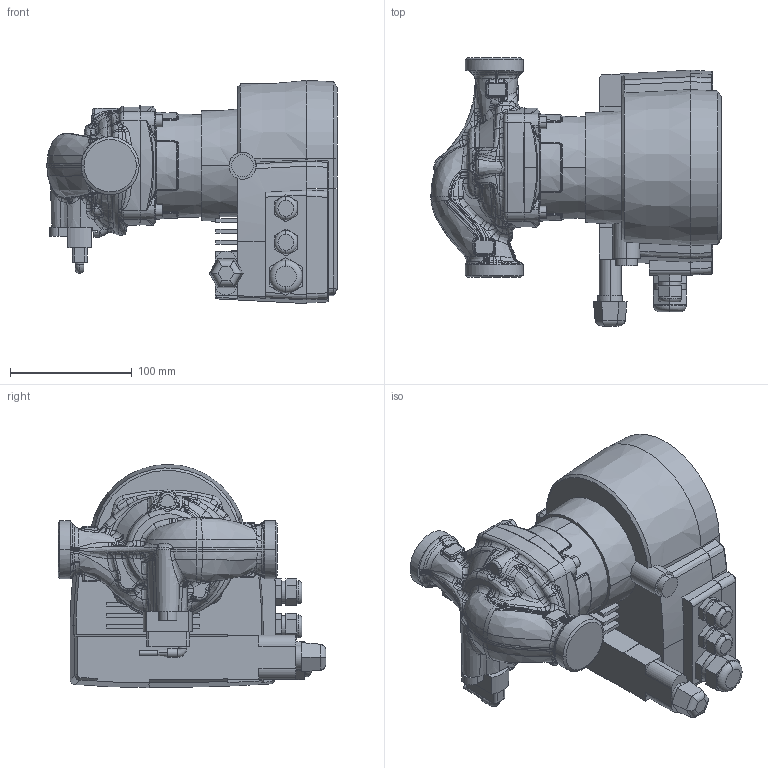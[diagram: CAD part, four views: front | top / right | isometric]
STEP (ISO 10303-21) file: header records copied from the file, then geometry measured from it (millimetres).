
FILE_DESCRIPTION (( 'STEP AP214' ), '1' );
FILE_NAME ('ModulA 25-x 180 961788_00.STEP', '2014-11-03T11:07:30', ( '' ), ( '' ), 'SwSTEP 2.0', 'SolidWorks 2011', '' );
FILE_SCHEMA (( 'AUTOMOTIVE_DESIGN' ));
Length unit declared in the file: millimetre
Products named in the file (1): ModulA 25-x 180 961788_00
Bounding box: 238.06 x 219.82 x 183.11 mm (x, y, z)
Volume: 3273794.2 mm3; surface area: 283229.4 mm2
Topology: 6 solids, 10 shells, 1708 faces, 4022 edges, 2330 vertices
Faces by surface type: bspline 1113, plane 253, cylinder 158, cone 100, torus 82, sphere 2
Entity records: 148225 total; most frequent: CARTESIAN_POINT 99144, ORIENTED_EDGE 7988, EDGE_CURVE 3994, DIRECTION 3605, B_SPLINE_CURVE_WITH_KNOTS 2345, VERTEX_POINT 2330, EDGE_LOOP 1734, UNCERTAINTY_MEASURE_WITH_UNIT 1716
